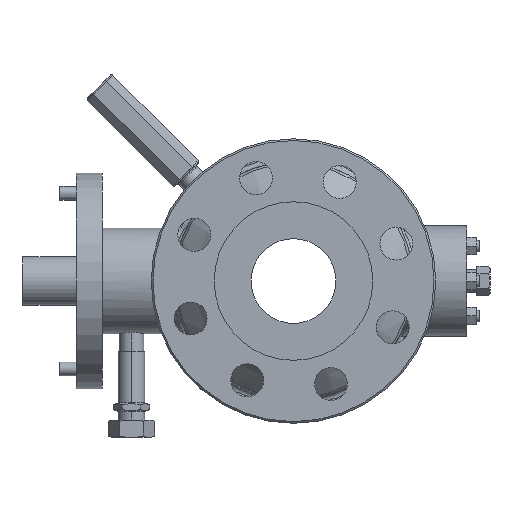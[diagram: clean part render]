
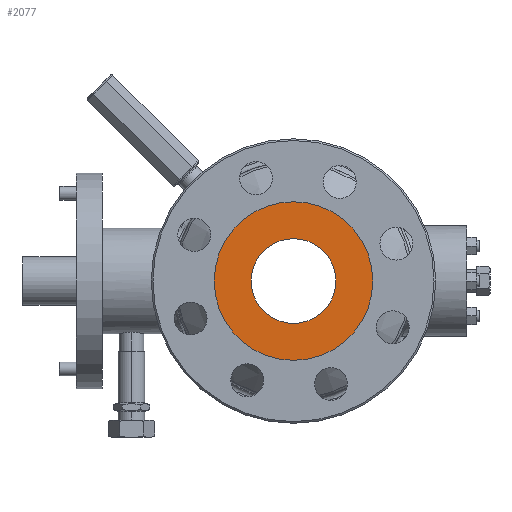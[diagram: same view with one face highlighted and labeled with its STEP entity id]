
A CAD part, left-side view. The second image highlights one B-rep face of the part: STEP entity #2077.
In plain terms, the highlighted planar face has unit normal (-1, 0, 0).
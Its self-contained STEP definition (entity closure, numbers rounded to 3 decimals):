
#670 = EDGE_CURVE ( 'NONE', #1583, #23520, #14000, .T. ) ;
#1406 = EDGE_LOOP ( 'NONE', ( #19813, #9936 ) ) ;
#1495 = AXIS2_PLACEMENT_3D ( 'NONE', #11467, #21225, #15462 ) ;
#1583 = VERTEX_POINT ( 'NONE', #5888 ) ;
#2077 = ADVANCED_FACE ( 'NONE', ( #12329, #5988 ), #13735, .T. ) ;
#2231 = EDGE_CURVE ( 'NONE', #23520, #1583, #7238, .T. ) ;
#2540 = VERTEX_POINT ( 'NONE', #23351 ) ;
#3754 = DIRECTION ( 'NONE',  ( 0., 0., 1. ) ) ;
#3962 = CARTESIAN_POINT ( 'NONE',  ( -120., 0., -46. ) ) ;
#4005 = CARTESIAN_POINT ( 'NONE',  ( -120., 0., 0. ) ) ;
#4155 = DIRECTION ( 'NONE',  ( -1., 0., 0. ) ) ;
#4331 = CIRCLE ( 'NONE', #8071, 24.6 ) ;
#4642 = EDGE_CURVE ( 'NONE', #7806, #2540, #4331, .T. ) ;
#5888 = CARTESIAN_POINT ( 'NONE',  ( -120., 0., 46. ) ) ;
#5988 = FACE_BOUND ( 'NONE', #17750, .T. ) ;
#6724 = DIRECTION ( 'NONE',  ( -1., 0., 0. ) ) ;
#7174 = AXIS2_PLACEMENT_3D ( 'NONE', #13870, #4155, #9738 ) ;
#7238 = CIRCLE ( 'NONE', #16263, 46. ) ;
#7794 = DIRECTION ( 'NONE',  ( -1., 0., 0. ) ) ;
#7806 = VERTEX_POINT ( 'NONE', #20912 ) ;
#8071 = AXIS2_PLACEMENT_3D ( 'NONE', #8535, #6724, #14606 ) ;
#8535 = CARTESIAN_POINT ( 'NONE',  ( -120., 0., 0. ) ) ;
#9738 = DIRECTION ( 'NONE',  ( 0., 0., 1. ) ) ;
#9936 = ORIENTED_EDGE ( 'NONE', *, *, #670, .T. ) ;
#9970 = DIRECTION ( 'NONE',  ( 0., 0., 1. ) ) ;
#11467 = CARTESIAN_POINT ( 'NONE',  ( -120., 0., 0. ) ) ;
#12329 = FACE_OUTER_BOUND ( 'NONE', #1406, .T. ) ;
#12681 = CIRCLE ( 'NONE', #1495, 24.6 ) ;
#13348 = CARTESIAN_POINT ( 'NONE',  ( -120., 0., 0. ) ) ;
#13735 = PLANE ( 'NONE',  #7174 ) ;
#13870 = CARTESIAN_POINT ( 'NONE',  ( -120., 0., 0. ) ) ;
#14000 = CIRCLE ( 'NONE', #18176, 46. ) ;
#14246 = EDGE_CURVE ( 'NONE', #2540, #7806, #12681, .T. ) ;
#14606 = DIRECTION ( 'NONE',  ( 0., 0., 1. ) ) ;
#15462 = DIRECTION ( 'NONE',  ( 0., 0., 1. ) ) ;
#16263 = AXIS2_PLACEMENT_3D ( 'NONE', #4005, #7794, #9970 ) ;
#17750 = EDGE_LOOP ( 'NONE', ( #25008, #24982 ) ) ;
#18176 = AXIS2_PLACEMENT_3D ( 'NONE', #13348, #23391, #3754 ) ;
#19813 = ORIENTED_EDGE ( 'NONE', *, *, #2231, .T. ) ;
#20912 = CARTESIAN_POINT ( 'NONE',  ( -120., 0., -24.6 ) ) ;
#21225 = DIRECTION ( 'NONE',  ( -1., 0., 0. ) ) ;
#23351 = CARTESIAN_POINT ( 'NONE',  ( -120., 0., 24.6 ) ) ;
#23391 = DIRECTION ( 'NONE',  ( -1., 0., 0. ) ) ;
#23520 = VERTEX_POINT ( 'NONE', #3962 ) ;
#24982 = ORIENTED_EDGE ( 'NONE', *, *, #14246, .F. ) ;
#25008 = ORIENTED_EDGE ( 'NONE', *, *, #4642, .F. ) ;
